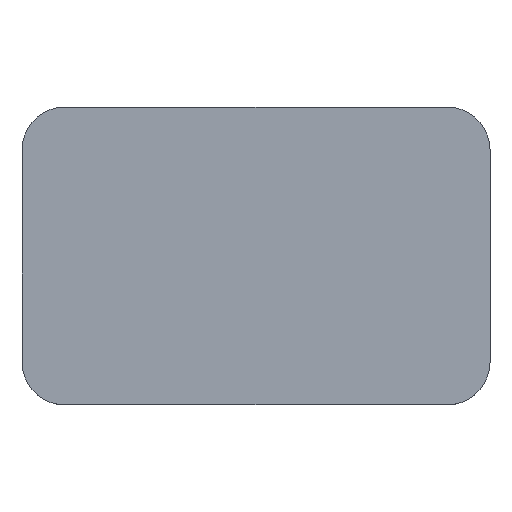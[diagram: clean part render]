
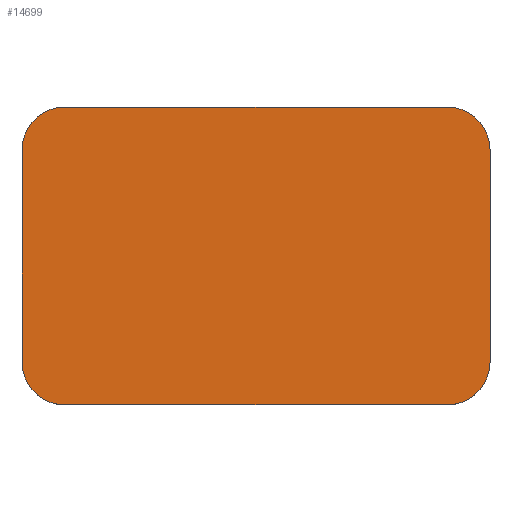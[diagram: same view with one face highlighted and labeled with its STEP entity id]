
A CAD part, top view. The second image highlights one B-rep face of the part: STEP entity #14699.
In plain terms, the highlighted planar face has unit normal (0, 0, 1).
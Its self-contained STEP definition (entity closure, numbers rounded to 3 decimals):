
#14069 = VERTEX_POINT('',#14070);
#14070 = CARTESIAN_POINT('',(4.5,3.5,1.6));
#14077 = PLANE('',#14078);
#14078 = AXIS2_PLACEMENT_3D('',#14079,#14080,#14081);
#14079 = CARTESIAN_POINT('',(4.5,3.5,0.));
#14080 = DIRECTION('',(0.,-1.,0.));
#14081 = DIRECTION('',(-1.,0.,0.));
#14089 = CYLINDRICAL_SURFACE('',#14090,1.);
#14090 = AXIS2_PLACEMENT_3D('',#14091,#14092,#14093);
#14091 = CARTESIAN_POINT('',(4.5,2.5,0.));
#14092 = DIRECTION('',(-0.,-0.,-1.));
#14093 = DIRECTION('',(1.,0.,-0.));
#14101 = EDGE_CURVE('',#14069,#14102,#14104,.T.);
#14102 = VERTEX_POINT('',#14103);
#14103 = CARTESIAN_POINT('',(-4.5,3.5,1.6));
#14104 = SURFACE_CURVE('',#14105,(#14109,#14116),.PCURVE_S1.);
#14105 = LINE('',#14106,#14107);
#14106 = CARTESIAN_POINT('',(4.5,3.5,1.6));
#14107 = VECTOR('',#14108,1.);
#14108 = DIRECTION('',(-1.,0.,0.));
#14109 = PCURVE('',#14077,#14110);
#14110 = DEFINITIONAL_REPRESENTATION('',(#14111),#14115);
#14111 = LINE('',#14112,#14113);
#14112 = CARTESIAN_POINT('',(0.,-1.6));
#14113 = VECTOR('',#14114,1.);
#14114 = DIRECTION('',(1.,0.));
#14115 = ( GEOMETRIC_REPRESENTATION_CONTEXT(2) 
PARAMETRIC_REPRESENTATION_CONTEXT() REPRESENTATION_CONTEXT('2D SPACE',''
  ) );
#14116 = PCURVE('',#14117,#14122);
#14117 = PLANE('',#14118);
#14118 = AXIS2_PLACEMENT_3D('',#14119,#14120,#14121);
#14119 = CARTESIAN_POINT('',(0.,0.,1.6)
  );
#14120 = DIRECTION('',(0.,0.,1.));
#14121 = DIRECTION('',(1.,0.,-0.));
#14122 = DEFINITIONAL_REPRESENTATION('',(#14123),#14127);
#14123 = LINE('',#14124,#14125);
#14124 = CARTESIAN_POINT('',(4.5,3.5));
#14125 = VECTOR('',#14126,1.);
#14126 = DIRECTION('',(-1.,0.));
#14127 = ( GEOMETRIC_REPRESENTATION_CONTEXT(2) 
PARAMETRIC_REPRESENTATION_CONTEXT() REPRESENTATION_CONTEXT('2D SPACE',''
  ) );
#14145 = CYLINDRICAL_SURFACE('',#14146,1.);
#14146 = AXIS2_PLACEMENT_3D('',#14147,#14148,#14149);
#14147 = CARTESIAN_POINT('',(-4.5,2.5,0.));
#14148 = DIRECTION('',(-0.,-0.,-1.));
#14149 = DIRECTION('',(1.,0.,-0.));
#14187 = EDGE_CURVE('',#14102,#14188,#14190,.T.);
#14188 = VERTEX_POINT('',#14189);
#14189 = CARTESIAN_POINT('',(-5.5,2.5,1.6));
#14190 = SURFACE_CURVE('',#14191,(#14196,#14203),.PCURVE_S1.);
#14191 = CIRCLE('',#14192,1.);
#14192 = AXIS2_PLACEMENT_3D('',#14193,#14194,#14195);
#14193 = CARTESIAN_POINT('',(-4.5,2.5,1.6));
#14194 = DIRECTION('',(0.,0.,1.));
#14195 = DIRECTION('',(1.,0.,-0.));
#14196 = PCURVE('',#14145,#14197);
#14197 = DEFINITIONAL_REPRESENTATION('',(#14198),#14202);
#14198 = LINE('',#14199,#14200);
#14199 = CARTESIAN_POINT('',(-0.,-1.6));
#14200 = VECTOR('',#14201,1.);
#14201 = DIRECTION('',(-1.,0.));
#14202 = ( GEOMETRIC_REPRESENTATION_CONTEXT(2) 
PARAMETRIC_REPRESENTATION_CONTEXT() REPRESENTATION_CONTEXT('2D SPACE',''
  ) );
#14203 = PCURVE('',#14117,#14204);
#14204 = DEFINITIONAL_REPRESENTATION('',(#14205),#14209);
#14205 = CIRCLE('',#14206,1.);
#14206 = AXIS2_PLACEMENT_2D('',#14207,#14208);
#14207 = CARTESIAN_POINT('',(-4.5,2.5));
#14208 = DIRECTION('',(1.,0.));
#14209 = ( GEOMETRIC_REPRESENTATION_CONTEXT(2) 
PARAMETRIC_REPRESENTATION_CONTEXT() REPRESENTATION_CONTEXT('2D SPACE',''
  ) );
#14227 = PLANE('',#14228);
#14228 = AXIS2_PLACEMENT_3D('',#14229,#14230,#14231);
#14229 = CARTESIAN_POINT('',(-5.5,2.5,0.));
#14230 = DIRECTION('',(1.,0.,-0.));
#14231 = DIRECTION('',(0.,-1.,0.));
#14265 = EDGE_CURVE('',#14188,#14266,#14268,.T.);
#14266 = VERTEX_POINT('',#14267);
#14267 = CARTESIAN_POINT('',(-5.5,-2.5,1.6));
#14268 = SURFACE_CURVE('',#14269,(#14273,#14280),.PCURVE_S1.);
#14269 = LINE('',#14270,#14271);
#14270 = CARTESIAN_POINT('',(-5.5,2.5,1.6));
#14271 = VECTOR('',#14272,1.);
#14272 = DIRECTION('',(0.,-1.,0.));
#14273 = PCURVE('',#14227,#14274);
#14274 = DEFINITIONAL_REPRESENTATION('',(#14275),#14279);
#14275 = LINE('',#14276,#14277);
#14276 = CARTESIAN_POINT('',(0.,-1.6));
#14277 = VECTOR('',#14278,1.);
#14278 = DIRECTION('',(1.,0.));
#14279 = ( GEOMETRIC_REPRESENTATION_CONTEXT(2) 
PARAMETRIC_REPRESENTATION_CONTEXT() REPRESENTATION_CONTEXT('2D SPACE',''
  ) );
#14280 = PCURVE('',#14117,#14281);
#14281 = DEFINITIONAL_REPRESENTATION('',(#14282),#14286);
#14282 = LINE('',#14283,#14284);
#14283 = CARTESIAN_POINT('',(-5.5,2.5));
#14284 = VECTOR('',#14285,1.);
#14285 = DIRECTION('',(0.,-1.));
#14286 = ( GEOMETRIC_REPRESENTATION_CONTEXT(2) 
PARAMETRIC_REPRESENTATION_CONTEXT() REPRESENTATION_CONTEXT('2D SPACE',''
  ) );
#14304 = CYLINDRICAL_SURFACE('',#14305,1.);
#14305 = AXIS2_PLACEMENT_3D('',#14306,#14307,#14308);
#14306 = CARTESIAN_POINT('',(-4.5,-2.5,0.));
#14307 = DIRECTION('',(-0.,-0.,-1.));
#14308 = DIRECTION('',(1.,0.,-0.));
#14341 = EDGE_CURVE('',#14266,#14342,#14344,.T.);
#14342 = VERTEX_POINT('',#14343);
#14343 = CARTESIAN_POINT('',(-4.5,-3.5,1.6));
#14344 = SURFACE_CURVE('',#14345,(#14350,#14357),.PCURVE_S1.);
#14345 = CIRCLE('',#14346,1.);
#14346 = AXIS2_PLACEMENT_3D('',#14347,#14348,#14349);
#14347 = CARTESIAN_POINT('',(-4.5,-2.5,1.6));
#14348 = DIRECTION('',(0.,0.,1.));
#14349 = DIRECTION('',(1.,0.,-0.));
#14350 = PCURVE('',#14304,#14351);
#14351 = DEFINITIONAL_REPRESENTATION('',(#14352),#14356);
#14352 = LINE('',#14353,#14354);
#14353 = CARTESIAN_POINT('',(-0.,-1.6));
#14354 = VECTOR('',#14355,1.);
#14355 = DIRECTION('',(-1.,0.));
#14356 = ( GEOMETRIC_REPRESENTATION_CONTEXT(2) 
PARAMETRIC_REPRESENTATION_CONTEXT() REPRESENTATION_CONTEXT('2D SPACE',''
  ) );
#14357 = PCURVE('',#14117,#14358);
#14358 = DEFINITIONAL_REPRESENTATION('',(#14359),#14363);
#14359 = CIRCLE('',#14360,1.);
#14360 = AXIS2_PLACEMENT_2D('',#14361,#14362);
#14361 = CARTESIAN_POINT('',(-4.5,-2.5));
#14362 = DIRECTION('',(1.,0.));
#14363 = ( GEOMETRIC_REPRESENTATION_CONTEXT(2) 
PARAMETRIC_REPRESENTATION_CONTEXT() REPRESENTATION_CONTEXT('2D SPACE',''
  ) );
#14381 = PLANE('',#14382);
#14382 = AXIS2_PLACEMENT_3D('',#14383,#14384,#14385);
#14383 = CARTESIAN_POINT('',(-4.5,-3.5,0.));
#14384 = DIRECTION('',(0.,1.,0.));
#14385 = DIRECTION('',(1.,0.,0.));
#14419 = EDGE_CURVE('',#14342,#14420,#14422,.T.);
#14420 = VERTEX_POINT('',#14421);
#14421 = CARTESIAN_POINT('',(4.5,-3.5,1.6));
#14422 = SURFACE_CURVE('',#14423,(#14427,#14434),.PCURVE_S1.);
#14423 = LINE('',#14424,#14425);
#14424 = CARTESIAN_POINT('',(-4.5,-3.5,1.6));
#14425 = VECTOR('',#14426,1.);
#14426 = DIRECTION('',(1.,0.,0.));
#14427 = PCURVE('',#14381,#14428);
#14428 = DEFINITIONAL_REPRESENTATION('',(#14429),#14433);
#14429 = LINE('',#14430,#14431);
#14430 = CARTESIAN_POINT('',(0.,-1.6));
#14431 = VECTOR('',#14432,1.);
#14432 = DIRECTION('',(1.,0.));
#14433 = ( GEOMETRIC_REPRESENTATION_CONTEXT(2) 
PARAMETRIC_REPRESENTATION_CONTEXT() REPRESENTATION_CONTEXT('2D SPACE',''
  ) );
#14434 = PCURVE('',#14117,#14435);
#14435 = DEFINITIONAL_REPRESENTATION('',(#14436),#14440);
#14436 = LINE('',#14437,#14438);
#14437 = CARTESIAN_POINT('',(-4.5,-3.5));
#14438 = VECTOR('',#14439,1.);
#14439 = DIRECTION('',(1.,0.));
#14440 = ( GEOMETRIC_REPRESENTATION_CONTEXT(2) 
PARAMETRIC_REPRESENTATION_CONTEXT() REPRESENTATION_CONTEXT('2D SPACE',''
  ) );
#14458 = CYLINDRICAL_SURFACE('',#14459,1.);
#14459 = AXIS2_PLACEMENT_3D('',#14460,#14461,#14462);
#14460 = CARTESIAN_POINT('',(4.5,-2.5,0.));
#14461 = DIRECTION('',(-0.,-0.,-1.));
#14462 = DIRECTION('',(1.,0.,-0.));
#14495 = EDGE_CURVE('',#14420,#14496,#14498,.T.);
#14496 = VERTEX_POINT('',#14497);
#14497 = CARTESIAN_POINT('',(5.5,-2.5,1.6));
#14498 = SURFACE_CURVE('',#14499,(#14504,#14511),.PCURVE_S1.);
#14499 = CIRCLE('',#14500,1.);
#14500 = AXIS2_PLACEMENT_3D('',#14501,#14502,#14503);
#14501 = CARTESIAN_POINT('',(4.5,-2.5,1.6));
#14502 = DIRECTION('',(0.,0.,1.));
#14503 = DIRECTION('',(1.,0.,-0.));
#14504 = PCURVE('',#14458,#14505);
#14505 = DEFINITIONAL_REPRESENTATION('',(#14506),#14510);
#14506 = LINE('',#14507,#14508);
#14507 = CARTESIAN_POINT('',(-0.,-1.6));
#14508 = VECTOR('',#14509,1.);
#14509 = DIRECTION('',(-1.,0.));
#14510 = ( GEOMETRIC_REPRESENTATION_CONTEXT(2) 
PARAMETRIC_REPRESENTATION_CONTEXT() REPRESENTATION_CONTEXT('2D SPACE',''
  ) );
#14511 = PCURVE('',#14117,#14512);
#14512 = DEFINITIONAL_REPRESENTATION('',(#14513),#14517);
#14513 = CIRCLE('',#14514,1.);
#14514 = AXIS2_PLACEMENT_2D('',#14515,#14516);
#14515 = CARTESIAN_POINT('',(4.5,-2.5));
#14516 = DIRECTION('',(1.,0.));
#14517 = ( GEOMETRIC_REPRESENTATION_CONTEXT(2) 
PARAMETRIC_REPRESENTATION_CONTEXT() REPRESENTATION_CONTEXT('2D SPACE',''
  ) );
#14535 = PLANE('',#14536);
#14536 = AXIS2_PLACEMENT_3D('',#14537,#14538,#14539);
#14537 = CARTESIAN_POINT('',(5.5,-2.5,0.));
#14538 = DIRECTION('',(-1.,0.,0.));
#14539 = DIRECTION('',(0.,1.,0.));
#14573 = EDGE_CURVE('',#14496,#14574,#14576,.T.);
#14574 = VERTEX_POINT('',#14575);
#14575 = CARTESIAN_POINT('',(5.5,2.5,1.6));
#14576 = SURFACE_CURVE('',#14577,(#14581,#14588),.PCURVE_S1.);
#14577 = LINE('',#14578,#14579);
#14578 = CARTESIAN_POINT('',(5.5,-2.5,1.6));
#14579 = VECTOR('',#14580,1.);
#14580 = DIRECTION('',(0.,1.,0.));
#14581 = PCURVE('',#14535,#14582);
#14582 = DEFINITIONAL_REPRESENTATION('',(#14583),#14587);
#14583 = LINE('',#14584,#14585);
#14584 = CARTESIAN_POINT('',(0.,-1.6));
#14585 = VECTOR('',#14586,1.);
#14586 = DIRECTION('',(1.,0.));
#14587 = ( GEOMETRIC_REPRESENTATION_CONTEXT(2) 
PARAMETRIC_REPRESENTATION_CONTEXT() REPRESENTATION_CONTEXT('2D SPACE',''
  ) );
#14588 = PCURVE('',#14117,#14589);
#14589 = DEFINITIONAL_REPRESENTATION('',(#14590),#14594);
#14590 = LINE('',#14591,#14592);
#14591 = CARTESIAN_POINT('',(5.5,-2.5));
#14592 = VECTOR('',#14593,1.);
#14593 = DIRECTION('',(0.,1.));
#14594 = ( GEOMETRIC_REPRESENTATION_CONTEXT(2) 
PARAMETRIC_REPRESENTATION_CONTEXT() REPRESENTATION_CONTEXT('2D SPACE',''
  ) );
#14644 = EDGE_CURVE('',#14574,#14069,#14645,.T.);
#14645 = SURFACE_CURVE('',#14646,(#14651,#14658),.PCURVE_S1.);
#14646 = CIRCLE('',#14647,1.);
#14647 = AXIS2_PLACEMENT_3D('',#14648,#14649,#14650);
#14648 = CARTESIAN_POINT('',(4.5,2.5,1.6));
#14649 = DIRECTION('',(0.,0.,1.));
#14650 = DIRECTION('',(1.,0.,-0.));
#14651 = PCURVE('',#14089,#14652);
#14652 = DEFINITIONAL_REPRESENTATION('',(#14653),#14657);
#14653 = LINE('',#14654,#14655);
#14654 = CARTESIAN_POINT('',(-0.,-1.6));
#14655 = VECTOR('',#14656,1.);
#14656 = DIRECTION('',(-1.,0.));
#14657 = ( GEOMETRIC_REPRESENTATION_CONTEXT(2) 
PARAMETRIC_REPRESENTATION_CONTEXT() REPRESENTATION_CONTEXT('2D SPACE',''
  ) );
#14658 = PCURVE('',#14117,#14659);
#14659 = DEFINITIONAL_REPRESENTATION('',(#14660),#14664);
#14660 = CIRCLE('',#14661,1.);
#14661 = AXIS2_PLACEMENT_2D('',#14662,#14663);
#14662 = CARTESIAN_POINT('',(4.5,2.5));
#14663 = DIRECTION('',(1.,0.));
#14664 = ( GEOMETRIC_REPRESENTATION_CONTEXT(2) 
PARAMETRIC_REPRESENTATION_CONTEXT() REPRESENTATION_CONTEXT('2D SPACE',''
  ) );
#14699 = ADVANCED_FACE('',(#14700),#14117,.T.);
#14700 = FACE_BOUND('',#14701,.T.);
#14701 = EDGE_LOOP('',(#14702,#14703,#14704,#14705,#14706,#14707,#14708,
    #14709));
#14702 = ORIENTED_EDGE('',*,*,#14101,.T.);
#14703 = ORIENTED_EDGE('',*,*,#14187,.T.);
#14704 = ORIENTED_EDGE('',*,*,#14265,.T.);
#14705 = ORIENTED_EDGE('',*,*,#14341,.T.);
#14706 = ORIENTED_EDGE('',*,*,#14419,.T.);
#14707 = ORIENTED_EDGE('',*,*,#14495,.T.);
#14708 = ORIENTED_EDGE('',*,*,#14573,.T.);
#14709 = ORIENTED_EDGE('',*,*,#14644,.T.);
